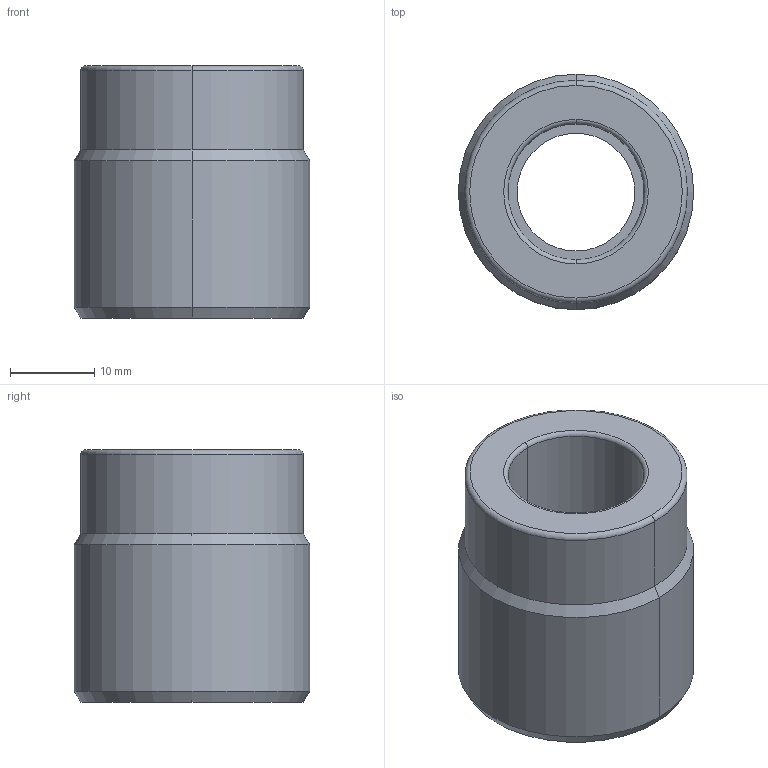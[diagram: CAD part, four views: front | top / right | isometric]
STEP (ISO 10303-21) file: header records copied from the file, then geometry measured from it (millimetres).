
FILE_DESCRIPTION((''),'2;1');
FILE_NAME('4027041267','2023-08-30T16:04:54',('a00565553'),(''),'CREO PARAMETRIC BY PTC INC, 2022414','CREO PARAMETRIC BY PTC INC, 2022414','');
FILE_SCHEMA(('CONFIG_CONTROL_DESIGN','GEOMETRIC_VALIDATION_PROPERTIES_MIM'));
Length unit declared in the file: millimetre
Products named in the file (1): 4027041267
Bounding box: 28 x 28 x 30 mm (x, y, z)
Volume: 11603.4 mm3; surface area: 6558.5 mm2
Topology: 1 solids, 2 shells, 23 faces, 48 edges, 28 vertices
Faces by surface type: cylinder 10, torus 6, cone 4, plane 3
Entity records: 922 total; most frequent: DIRECTION 130, CARTESIAN_POINT 102, ORIENTED_EDGE 92, AXIS2_PLACEMENT_3D 58, PRESENTATION_STYLE_ASSIGNMENT 50, STYLED_ITEM 50, CURVE_STYLE 48, EDGE_CURVE 48
